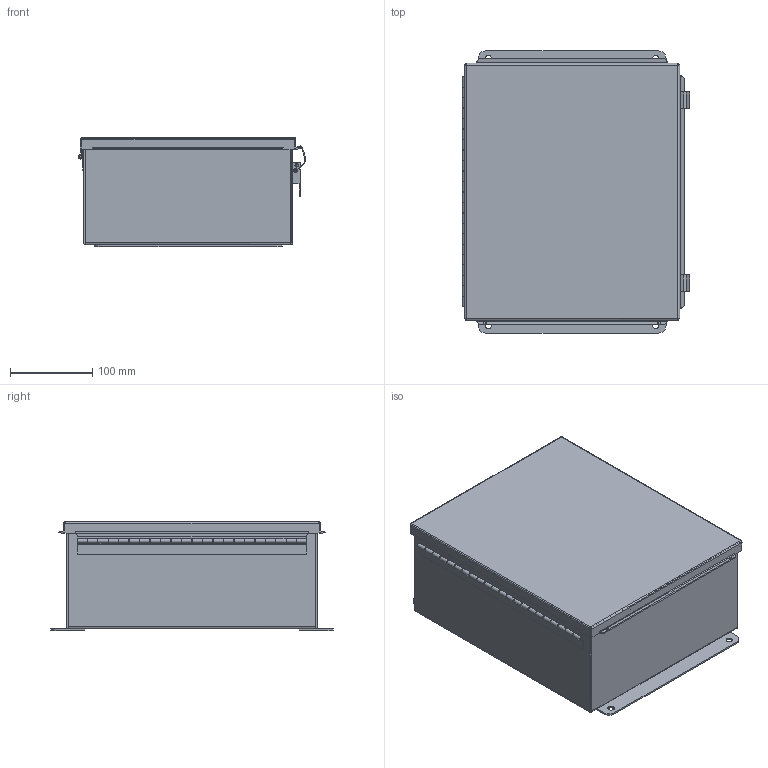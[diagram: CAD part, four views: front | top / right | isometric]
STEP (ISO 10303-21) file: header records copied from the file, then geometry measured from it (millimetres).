
FILE_DESCRIPTION((''),'2;1');
FILE_NAME('B121005CHQR.iam.stp','2012-02-13T09:42:24',(''),(''),'Autodesk Inventor 2012','Autodesk Inventor 2012','');
FILE_SCHEMA(('AUTOMOTIVE_DESIGN { 1 0 10303 214 1 1 1 1 }'));
Length unit declared in the file: inch
Products named in the file (17): B121005CHQR; 3499; 3484; B121005CHQRBKP; 328123; 328123LH; 328123P; 328123TH; 316166; 38811; B1210CHQRLID; 35011; PART1; PART2; PART3; PART4; PART5
Assembly tree (22 placements, depth 3):
  B121005CHQR
    3499  x4
    3484  x2
    B121005CHQRBKP
    328123
      328123LH
      328123P
      328123TH
    316166  x2
    38811
    B1210CHQRLID
    35011  x2
      PART1
      PART2
      PART3
      PART4
      PART5
Bounding box: 276.34 x 342.9 x 132.58 mm (x, y, z)
Volume: 718354.2 mm3; surface area: 781085.7 mm2
Topology: 24 solids, 24 shells, 589 faces, 1493 edges, 957 vertices
Faces by surface type: plane 363, cylinder 179, bspline 44, torus 2, cone 1
Full cylindrical faces by diameter (mm): 2.54 x1, 2.957 x22, 3.454 x4, 3.556 x2, 3.946 x12, 3.962 x4, 4.286 x8, 4.826 x1, 6.35 x1, 7.62 x4, 7.874 x4, 15.875 x4
Entity records: 14222 total; most frequent: CARTESIAN_POINT 3112, DIRECTION 2116, ORIENTED_EDGE 2076, EDGE_CURVE 1038, VECTOR 780, LINE 780, VERTEX_POINT 680, AXIS2_PLACEMENT_3D 668
